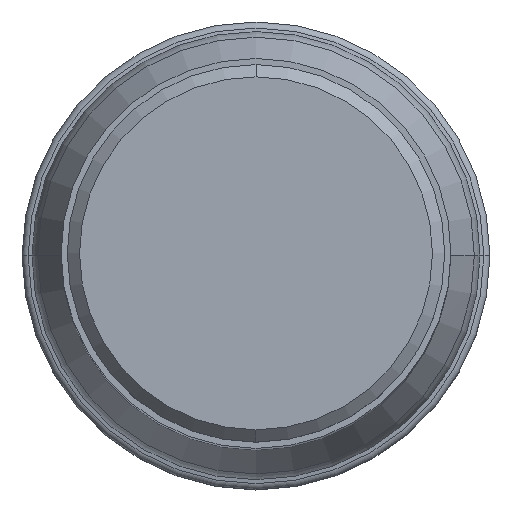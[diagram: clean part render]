
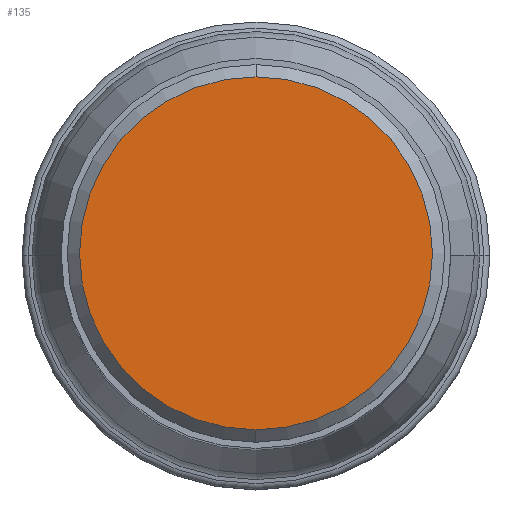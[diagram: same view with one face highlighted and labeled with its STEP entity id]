
A CAD part, top view. The second image highlights one B-rep face of the part: STEP entity #135.
In plain terms, the highlighted planar face has unit normal (0, 0, 1).
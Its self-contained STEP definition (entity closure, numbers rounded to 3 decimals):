
#32=PLANE('',#1240);
#135=ADVANCED_FACE('',(#225),#32,.F.);
#225=FACE_OUTER_BOUND('',#291,.T.);
#291=EDGE_LOOP('',(#480,#481));
#480=ORIENTED_EDGE('',*,*,#799,.F.);
#481=ORIENTED_EDGE('',*,*,#798,.F.);
#672=VERTEX_POINT('',#2688);
#673=VERTEX_POINT('',#2690);
#798=EDGE_CURVE('',#673,#672,#958,.T.);
#799=EDGE_CURVE('',#672,#673,#959,.T.);
#958=CIRCLE('',#1237,14.375);
#959=CIRCLE('',#1239,14.375);
#1237=AXIS2_PLACEMENT_3D('',#2691,#1459,#1460);
#1239=AXIS2_PLACEMENT_3D('',#2693,#1463,#1464);
#1240=AXIS2_PLACEMENT_3D('',#2694,#1465,#1466);
#1459=DIRECTION('',(0.,0.,-1.));
#1460=DIRECTION('',(0.,1.,0.));
#1463=DIRECTION('',(0.,0.,-1.));
#1464=DIRECTION('',(0.,-1.,0.));
#1465=DIRECTION('',(0.,0.,-1.));
#1466=DIRECTION('',(1.,0.,0.));
#2688=CARTESIAN_POINT('',(0.,-14.375,42.863));
#2690=CARTESIAN_POINT('',(0.,14.375,42.863));
#2691=CARTESIAN_POINT('',(0.,0.,42.863));
#2693=CARTESIAN_POINT('',(0.,0.,42.863));
#2694=CARTESIAN_POINT('',(0.,0.,42.863));
